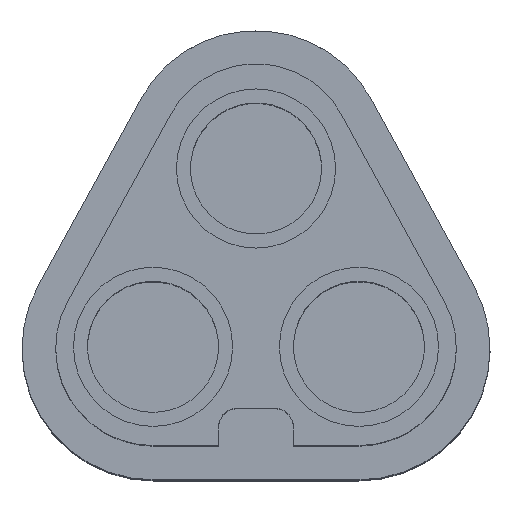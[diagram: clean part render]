
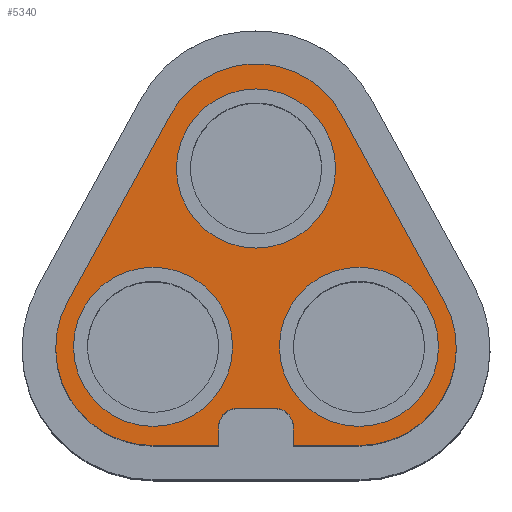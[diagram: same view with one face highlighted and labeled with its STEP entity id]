
A CAD part, top view. The second image highlights one B-rep face of the part: STEP entity #5340.
In plain terms, the highlighted planar face has unit normal (0, 0, 1).
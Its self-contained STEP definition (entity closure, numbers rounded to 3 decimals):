
#404=FACE_BOUND('',#1036,.T.);
#405=FACE_BOUND('',#1037,.T.);
#406=FACE_BOUND('',#1038,.T.);
#463=PLANE('',#5793);
#713=FACE_OUTER_BOUND('',#1035,.T.);
#1035=EDGE_LOOP('',(#4109,#4110,#4111,#4112,#4113,#4114,#4115,#4116,#4117,
#4118,#4119,#4120));
#1036=EDGE_LOOP('',(#4121));
#1037=EDGE_LOOP('',(#4122));
#1038=EDGE_LOOP('',(#4123));
#1377=LINE('',#8585,#1771);
#1380=LINE('',#8593,#1774);
#1382=LINE('',#8597,#1776);
#1385=LINE('',#8605,#1779);
#1388=LINE('',#8613,#1782);
#1391=LINE('',#8621,#1785);
#1393=LINE('',#8624,#1787);
#1771=VECTOR('',#6829,10.);
#1774=VECTOR('',#6838,10.);
#1776=VECTOR('',#6842,10.);
#1779=VECTOR('',#6851,10.);
#1782=VECTOR('',#6860,10.);
#1785=VECTOR('',#6869,10.);
#1787=VECTOR('',#6873,10.);
#2157=CIRCLE('',#5771,2.125);
#2158=CIRCLE('',#5773,2.125);
#2159=CIRCLE('',#5775,2.125);
#2160=CIRCLE('',#5777,0.5);
#2161=CIRCLE('',#5780,0.5);
#2162=CIRCLE('',#5784,2.6);
#2163=CIRCLE('',#5787,2.6);
#2164=CIRCLE('',#5790,2.6);
#2570=VERTEX_POINT('',#8566);
#2571=VERTEX_POINT('',#8570);
#2572=VERTEX_POINT('',#8574);
#2573=VERTEX_POINT('',#8578);
#2574=VERTEX_POINT('',#8580);
#2575=VERTEX_POINT('',#8584);
#2576=VERTEX_POINT('',#8588);
#2577=VERTEX_POINT('',#8592);
#2578=VERTEX_POINT('',#8596);
#2579=VERTEX_POINT('',#8600);
#2580=VERTEX_POINT('',#8604);
#2581=VERTEX_POINT('',#8608);
#2582=VERTEX_POINT('',#8612);
#2583=VERTEX_POINT('',#8616);
#2584=VERTEX_POINT('',#8620);
#3110=EDGE_CURVE('',#2570,#2570,#2157,.T.);
#3112=EDGE_CURVE('',#2571,#2571,#2158,.T.);
#3114=EDGE_CURVE('',#2572,#2572,#2159,.T.);
#3117=EDGE_CURVE('',#2574,#2573,#2160,.T.);
#3119=EDGE_CURVE('',#2575,#2574,#1377,.T.);
#3121=EDGE_CURVE('',#2576,#2575,#2161,.T.);
#3123=EDGE_CURVE('',#2577,#2576,#1380,.T.);
#3125=EDGE_CURVE('',#2578,#2577,#1382,.T.);
#3127=EDGE_CURVE('',#2579,#2578,#2162,.T.);
#3129=EDGE_CURVE('',#2580,#2579,#1385,.T.);
#3131=EDGE_CURVE('',#2581,#2580,#2163,.T.);
#3133=EDGE_CURVE('',#2582,#2581,#1388,.T.);
#3135=EDGE_CURVE('',#2583,#2582,#2164,.T.);
#3137=EDGE_CURVE('',#2584,#2583,#1391,.T.);
#3139=EDGE_CURVE('',#2573,#2584,#1393,.T.);
#4109=ORIENTED_EDGE('',*,*,#3139,.T.);
#4110=ORIENTED_EDGE('',*,*,#3137,.T.);
#4111=ORIENTED_EDGE('',*,*,#3135,.T.);
#4112=ORIENTED_EDGE('',*,*,#3133,.T.);
#4113=ORIENTED_EDGE('',*,*,#3131,.T.);
#4114=ORIENTED_EDGE('',*,*,#3129,.T.);
#4115=ORIENTED_EDGE('',*,*,#3127,.T.);
#4116=ORIENTED_EDGE('',*,*,#3125,.T.);
#4117=ORIENTED_EDGE('',*,*,#3123,.T.);
#4118=ORIENTED_EDGE('',*,*,#3121,.T.);
#4119=ORIENTED_EDGE('',*,*,#3119,.T.);
#4120=ORIENTED_EDGE('',*,*,#3117,.T.);
#4121=ORIENTED_EDGE('',*,*,#3114,.T.);
#4122=ORIENTED_EDGE('',*,*,#3112,.T.);
#4123=ORIENTED_EDGE('',*,*,#3110,.T.);
#5340=ADVANCED_FACE('',(#713,#404,#405,#406),#463,.T.);
#5771=AXIS2_PLACEMENT_3D('',#8567,#6808,#6809);
#5773=AXIS2_PLACEMENT_3D('',#8571,#6813,#6814);
#5775=AXIS2_PLACEMENT_3D('',#8575,#6818,#6819);
#5777=AXIS2_PLACEMENT_3D('',#8581,#6824,#6825);
#5780=AXIS2_PLACEMENT_3D('',#8589,#6833,#6834);
#5784=AXIS2_PLACEMENT_3D('',#8601,#6846,#6847);
#5787=AXIS2_PLACEMENT_3D('',#8609,#6855,#6856);
#5790=AXIS2_PLACEMENT_3D('',#8617,#6864,#6865);
#5793=AXIS2_PLACEMENT_3D('',#8625,#6874,#6875);
#6808=DIRECTION('center_axis',(0.,0.,-1.));
#6809=DIRECTION('ref_axis',(-1.,0.,0.));
#6813=DIRECTION('center_axis',(0.,0.,-1.));
#6814=DIRECTION('ref_axis',(-1.,0.,0.));
#6818=DIRECTION('center_axis',(0.,0.,-1.));
#6819=DIRECTION('ref_axis',(-1.,0.,0.));
#6824=DIRECTION('center_axis',(0.,0.,-1.));
#6825=DIRECTION('ref_axis',(-1.,0.,0.));
#6829=DIRECTION('',(1.,0.,0.));
#6833=DIRECTION('center_axis',(0.,0.,-1.));
#6834=DIRECTION('ref_axis',(0.,-1.,0.));
#6838=DIRECTION('',(0.,1.,0.));
#6842=DIRECTION('',(1.,0.,0.));
#6846=DIRECTION('center_axis',(0.,0.,1.));
#6847=DIRECTION('ref_axis',(-0.876,0.482,0.));
#6851=DIRECTION('',(-0.482,-0.876,0.));
#6855=DIRECTION('center_axis',(0.,0.,1.));
#6856=DIRECTION('ref_axis',(0.876,0.482,0.));
#6860=DIRECTION('',(-0.482,0.876,0.));
#6864=DIRECTION('center_axis',(0.,0.,1.));
#6865=DIRECTION('ref_axis',(0.,-1.,0.));
#6869=DIRECTION('',(1.,0.,0.));
#6873=DIRECTION('',(0.,-1.,0.));
#6874=DIRECTION('center_axis',(0.,0.,1.));
#6875=DIRECTION('ref_axis',(1.,0.,0.));
#8566=CARTESIAN_POINT('',(4.875,-1.588,8.5));
#8567=CARTESIAN_POINT('Origin',(2.75,-1.588,8.5));
#8570=CARTESIAN_POINT('',(2.125,3.175,8.5));
#8571=CARTESIAN_POINT('Origin',(0.,3.175,8.5));
#8574=CARTESIAN_POINT('',(-0.625,-1.588,8.5));
#8575=CARTESIAN_POINT('Origin',(-2.75,-1.588,8.5));
#8578=CARTESIAN_POINT('',(1.,-3.727,8.5));
#8580=CARTESIAN_POINT('',(0.5,-3.227,8.5));
#8581=CARTESIAN_POINT('Origin',(0.5,-3.727,8.5));
#8584=CARTESIAN_POINT('',(-0.5,-3.227,8.5));
#8585=CARTESIAN_POINT('',(-0.5,-3.227,8.5));
#8588=CARTESIAN_POINT('',(-1.,-3.727,8.5));
#8589=CARTESIAN_POINT('Origin',(-0.5,-3.727,8.5));
#8592=CARTESIAN_POINT('',(-1.,-4.227,8.5));
#8593=CARTESIAN_POINT('',(-1.,-4.227,8.5));
#8596=CARTESIAN_POINT('',(-2.75,-4.227,8.5));
#8597=CARTESIAN_POINT('',(-2.75,-4.227,8.5));
#8600=CARTESIAN_POINT('',(-5.028,-0.374,8.5));
#8601=CARTESIAN_POINT('Origin',(-2.75,-1.627,8.5));
#8604=CARTESIAN_POINT('',(-2.278,4.626,8.5));
#8605=CARTESIAN_POINT('',(-2.278,4.626,8.5));
#8608=CARTESIAN_POINT('',(2.278,4.626,8.5));
#8609=CARTESIAN_POINT('Origin',(0.,3.373,8.5));
#8612=CARTESIAN_POINT('',(5.028,-0.374,8.5));
#8613=CARTESIAN_POINT('',(5.028,-0.374,8.5));
#8616=CARTESIAN_POINT('',(2.75,-4.227,8.5));
#8617=CARTESIAN_POINT('Origin',(2.75,-1.627,8.5));
#8620=CARTESIAN_POINT('',(1.,-4.227,8.5));
#8621=CARTESIAN_POINT('',(1.,-4.227,8.5));
#8624=CARTESIAN_POINT('',(1.,-3.727,8.5));
#8625=CARTESIAN_POINT('Origin',(0.,0.873,
8.5));
